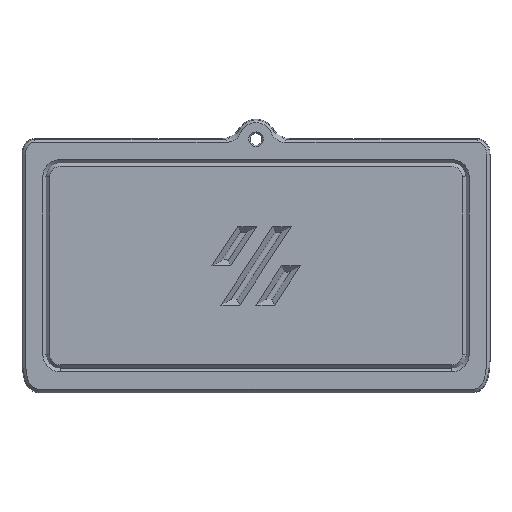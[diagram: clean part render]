
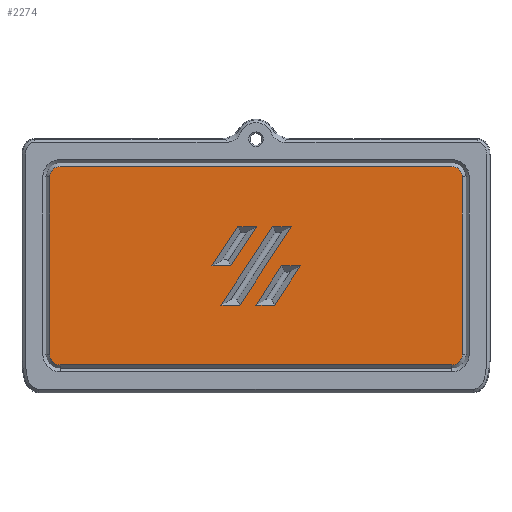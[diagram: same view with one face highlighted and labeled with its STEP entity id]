
A CAD part, left-side view. The second image highlights one B-rep face of the part: STEP entity #2274.
In plain terms, the highlighted planar face has unit normal (-1, 0, 0).
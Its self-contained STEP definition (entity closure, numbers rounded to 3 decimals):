
#24=FACE_BOUND('',#487,.T.);
#25=FACE_BOUND('',#488,.T.);
#26=FACE_BOUND('',#489,.T.);
#141=CIRCLE('',#2321,3.);
#142=CIRCLE('',#2324,3.);
#143=CIRCLE('',#2327,3.);
#144=CIRCLE('',#2330,3.);
#349=FACE_OUTER_BOUND('',#486,.T.);
#486=EDGE_LOOP('',(#2036,#2037,#2038,#2039,#2040,#2041,#2042,#2043));
#487=EDGE_LOOP('',(#2044,#2045,#2046,#2047));
#488=EDGE_LOOP('',(#2048,#2049,#2050,#2051));
#489=EDGE_LOOP('',(#2052,#2053,#2054,#2055));
#515=LINE('',#3219,#713);
#519=LINE('',#3228,#717);
#522=LINE('',#3236,#720);
#525=LINE('',#3244,#723);
#529=LINE('',#3260,#727);
#532=LINE('',#3265,#730);
#534=LINE('',#3269,#732);
#535=LINE('',#3271,#733);
#539=LINE('',#3285,#737);
#542=LINE('',#3290,#740);
#546=LINE('',#3304,#744);
#549=LINE('',#3309,#747);
#551=LINE('',#3313,#749);
#552=LINE('',#3315,#750);
#554=LINE('',#3319,#752);
#555=LINE('',#3321,#753);
#713=VECTOR('',#2577,10.);
#717=VECTOR('',#2587,10.);
#720=VECTOR('',#2596,10.);
#723=VECTOR('',#2605,10.);
#727=VECTOR('',#2621,10.);
#730=VECTOR('',#2626,10.);
#732=VECTOR('',#2630,10.);
#733=VECTOR('',#2633,10.);
#737=VECTOR('',#2645,10.);
#740=VECTOR('',#2650,10.);
#744=VECTOR('',#2662,10.);
#747=VECTOR('',#2667,10.);
#749=VECTOR('',#2671,10.);
#750=VECTOR('',#2674,10.);
#752=VECTOR('',#2678,10.);
#753=VECTOR('',#2681,10.);
#910=VERTEX_POINT('',#3216);
#911=VERTEX_POINT('',#3218);
#912=VERTEX_POINT('',#3222);
#913=VERTEX_POINT('',#3226);
#914=VERTEX_POINT('',#3230);
#915=VERTEX_POINT('',#3234);
#916=VERTEX_POINT('',#3238);
#917=VERTEX_POINT('',#3242);
#922=VERTEX_POINT('',#3257);
#923=VERTEX_POINT('',#3259);
#924=VERTEX_POINT('',#3263);
#925=VERTEX_POINT('',#3267);
#930=VERTEX_POINT('',#3282);
#931=VERTEX_POINT('',#3284);
#932=VERTEX_POINT('',#3288);
#937=VERTEX_POINT('',#3301);
#938=VERTEX_POINT('',#3303);
#939=VERTEX_POINT('',#3307);
#940=VERTEX_POINT('',#3311);
#941=VERTEX_POINT('',#3317);
#1123=EDGE_CURVE('',#911,#910,#515,.T.);
#1126=EDGE_CURVE('',#910,#912,#141,.T.);
#1128=EDGE_CURVE('',#912,#913,#519,.T.);
#1130=EDGE_CURVE('',#913,#914,#142,.T.);
#1132=EDGE_CURVE('',#914,#915,#522,.T.);
#1134=EDGE_CURVE('',#915,#916,#143,.T.);
#1136=EDGE_CURVE('',#916,#917,#525,.T.);
#1137=EDGE_CURVE('',#917,#911,#144,.T.);
#1143=EDGE_CURVE('',#923,#922,#529,.T.);
#1146=EDGE_CURVE('',#922,#924,#532,.T.);
#1148=EDGE_CURVE('',#924,#925,#534,.T.);
#1149=EDGE_CURVE('',#925,#923,#535,.T.);
#1155=EDGE_CURVE('',#931,#930,#539,.T.);
#1158=EDGE_CURVE('',#930,#932,#542,.T.);
#1164=EDGE_CURVE('',#938,#937,#546,.T.);
#1167=EDGE_CURVE('',#937,#939,#549,.T.);
#1169=EDGE_CURVE('',#932,#940,#551,.T.);
#1170=EDGE_CURVE('',#940,#931,#552,.T.);
#1172=EDGE_CURVE('',#939,#941,#554,.T.);
#1173=EDGE_CURVE('',#941,#938,#555,.T.);
#2036=ORIENTED_EDGE('',*,*,#1137,.T.);
#2037=ORIENTED_EDGE('',*,*,#1123,.T.);
#2038=ORIENTED_EDGE('',*,*,#1126,.T.);
#2039=ORIENTED_EDGE('',*,*,#1128,.T.);
#2040=ORIENTED_EDGE('',*,*,#1130,.T.);
#2041=ORIENTED_EDGE('',*,*,#1132,.T.);
#2042=ORIENTED_EDGE('',*,*,#1134,.T.);
#2043=ORIENTED_EDGE('',*,*,#1136,.T.);
#2044=ORIENTED_EDGE('',*,*,#1149,.T.);
#2045=ORIENTED_EDGE('',*,*,#1143,.T.);
#2046=ORIENTED_EDGE('',*,*,#1146,.T.);
#2047=ORIENTED_EDGE('',*,*,#1148,.T.);
#2048=ORIENTED_EDGE('',*,*,#1169,.T.);
#2049=ORIENTED_EDGE('',*,*,#1170,.T.);
#2050=ORIENTED_EDGE('',*,*,#1155,.T.);
#2051=ORIENTED_EDGE('',*,*,#1158,.T.);
#2052=ORIENTED_EDGE('',*,*,#1167,.T.);
#2053=ORIENTED_EDGE('',*,*,#1172,.T.);
#2054=ORIENTED_EDGE('',*,*,#1173,.T.);
#2055=ORIENTED_EDGE('',*,*,#1164,.T.);
#2146=PLANE('',#2518);
#2274=ADVANCED_FACE('',(#349,#24,#25,#26),#2146,.T.);
#2321=AXIS2_PLACEMENT_3D('',#3224,#2582,#2583);
#2324=AXIS2_PLACEMENT_3D('',#3232,#2591,#2592);
#2327=AXIS2_PLACEMENT_3D('',#3240,#2600,#2601);
#2330=AXIS2_PLACEMENT_3D('',#3246,#2608,#2609);
#2518=AXIS2_PLACEMENT_3D('',#4495,#3148,#3149);
#2577=DIRECTION('',(0.,0.,1.));
#2582=DIRECTION('center_axis',(-1.,0.,0.));
#2583=DIRECTION('ref_axis',(0.,-1.,0.));
#2587=DIRECTION('',(0.,1.,0.));
#2591=DIRECTION('center_axis',(-1.,0.,0.));
#2592=DIRECTION('ref_axis',(0.,0.,
1.));
#2596=DIRECTION('',(0.,0.,-1.));
#2600=DIRECTION('center_axis',(-1.,0.,0.));
#2601=DIRECTION('ref_axis',(0.,1.,0.));
#2605=DIRECTION('',(0.,-1.,0.));
#2608=DIRECTION('center_axis',(-1.,0.,0.));
#2609=DIRECTION('ref_axis',(0.,0.,
-1.));
#2621=DIRECTION('',(0.,1.,0.));
#2626=DIRECTION('',(0.,-0.549,0.836));
#2630=DIRECTION('',(0.,-1.,0.));
#2633=DIRECTION('',(0.,0.549,-0.836));
#2645=DIRECTION('',(0.,1.,0.));
#2650=DIRECTION('',(0.,-0.549,0.836));
#2662=DIRECTION('',(0.,1.,0.));
#2667=DIRECTION('',(0.,-0.549,0.836));
#2671=DIRECTION('',(0.,-1.,0.));
#2674=DIRECTION('',(0.,0.549,-0.836));
#2678=DIRECTION('',(0.,-1.,0.));
#2681=DIRECTION('',(0.,0.549,-0.836));
#3148=DIRECTION('center_axis',(-1.,0.,0.));
#3149=DIRECTION('ref_axis',(0.,-1.,0.));
#3216=CARTESIAN_POINT('',(54.635,0.6,62.829));
#3218=CARTESIAN_POINT('',(54.635,0.6,11.65));
#3219=CARTESIAN_POINT('',(54.635,0.6,24.445));
#3222=CARTESIAN_POINT('',(54.635,3.6,65.829));
#3224=CARTESIAN_POINT('Origin',(54.635,3.6,62.829));
#3226=CARTESIAN_POINT('',(54.635,116.4,65.829));
#3228=CARTESIAN_POINT('',(54.635,31.8,65.829));
#3230=CARTESIAN_POINT('',(54.635,119.4,62.829));
#3232=CARTESIAN_POINT('Origin',(54.635,116.4,62.829));
#3234=CARTESIAN_POINT('',(54.635,119.4,11.65));
#3236=CARTESIAN_POINT('',(54.635,119.4,50.035));
#3238=CARTESIAN_POINT('',(54.635,116.4,8.65));
#3240=CARTESIAN_POINT('Origin',(54.635,116.4,11.65));
#3242=CARTESIAN_POINT('',(54.635,3.6,8.65));
#3244=CARTESIAN_POINT('',(54.635,88.2,8.65));
#3246=CARTESIAN_POINT('Origin',(54.635,3.6,11.65));
#3257=CARTESIAN_POINT('',(54.635,72.686,37.187));
#3259=CARTESIAN_POINT('',(54.635,67.246,37.187));
#3260=CARTESIAN_POINT('',(54.635,63.623,37.187));
#3263=CARTESIAN_POINT('',(54.635,65.245,48.507));
#3265=CARTESIAN_POINT('',(54.635,70.76,40.117));
#3267=CARTESIAN_POINT('',(54.635,59.804,48.507));
#3269=CARTESIAN_POINT('',(54.635,62.623,48.507));
#3271=CARTESIAN_POINT('',(54.635,62.42,44.528));
#3282=CARTESIAN_POINT('',(54.635,70.103,25.868));
#3284=CARTESIAN_POINT('',(54.635,64.664,25.868));
#3285=CARTESIAN_POINT('',(54.635,62.332,25.868));
#3288=CARTESIAN_POINT('',(54.635,55.22,48.507));
#3290=CARTESIAN_POINT('',(54.635,65.969,32.157));
#3301=CARTESIAN_POINT('',(54.635,60.079,25.868));
#3303=CARTESIAN_POINT('',(54.635,54.639,25.868));
#3304=CARTESIAN_POINT('',(54.635,57.32,25.868));
#3307=CARTESIAN_POINT('',(54.635,52.639,37.187));
#3309=CARTESIAN_POINT('',(54.635,57.457,29.856));
#3311=CARTESIAN_POINT('',(54.635,49.781,48.507));
#3313=CARTESIAN_POINT('',(54.635,57.61,48.507));
#3315=CARTESIAN_POINT('',(54.635,53.909,42.228));
#3317=CARTESIAN_POINT('',(54.635,47.198,37.187));
#3319=CARTESIAN_POINT('',(54.635,56.32,37.187));
#3321=CARTESIAN_POINT('',(54.635,49.118,34.267));
#4495=CARTESIAN_POINT('Origin',(54.635,60.,37.24));
